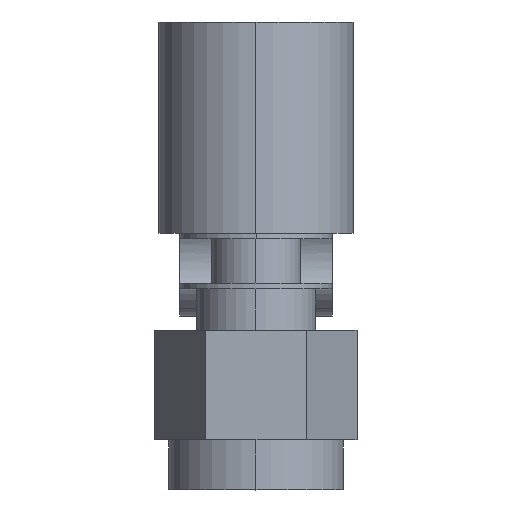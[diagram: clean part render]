
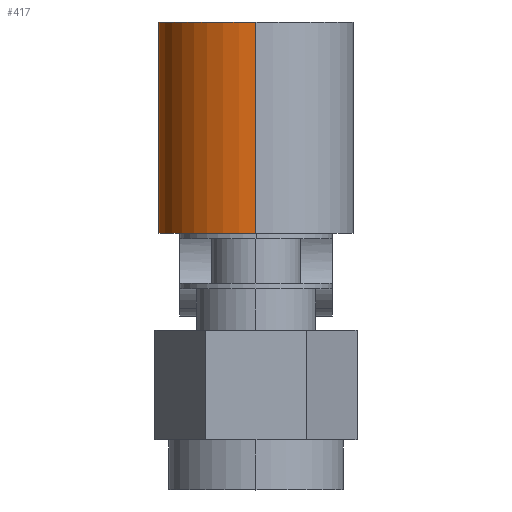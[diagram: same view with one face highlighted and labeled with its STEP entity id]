
A CAD part, top view. The second image highlights one B-rep face of the part: STEP entity #417.
In plain terms, the highlighted cylindrical face has radius 4.445 mm (diameter 8.89 mm), a partial arc.
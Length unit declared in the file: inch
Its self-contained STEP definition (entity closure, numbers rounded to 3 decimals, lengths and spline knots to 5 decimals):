
#183 = DIRECTION ( 'NONE',  ( 0., 0., 1. ) ) ;
#184 = DIRECTION ( 'NONE',  ( 0., 1., 0. ) ) ;
#185 = CARTESIAN_POINT ( 'NONE',  ( 0., 0.372, 0. ) ) ;
#186 = AXIS2_PLACEMENT_3D ( 'NONE', #185, #184, #183 ) ;
#191 = CIRCLE ( 'NONE', #186, 0.175 ) ;
#413 = ORIENTED_EDGE ( 'NONE', *, *, #1641, .F. ) ;
#414 = ORIENTED_EDGE ( 'NONE', *, *, #415, .F. ) ;
#415 = EDGE_CURVE ( 'NONE', #1639, #1638, #1779, .T. ) ;
#417 = ADVANCED_FACE ( 'NONE', ( #1909 ), #1870, .T. ) ;
#424 = ORIENTED_EDGE ( 'NONE', *, *, #1515, .T. ) ;
#458 = EDGE_LOOP ( 'NONE', ( #413, #414, #424, #513 ) ) ;
#513 = ORIENTED_EDGE ( 'NONE', *, *, #1731, .T. ) ;
#1515 = EDGE_CURVE ( 'NONE', #1639, #1524, #3352, .T. ) ;
#1524 = VERTEX_POINT ( 'NONE', #3492 ) ;
#1638 = VERTEX_POINT ( 'NONE', #3663 ) ;
#1639 = VERTEX_POINT ( 'NONE', #3662 ) ;
#1641 = EDGE_CURVE ( 'NONE', #1638, #1642, #3661, .T. ) ;
#1642 = VERTEX_POINT ( 'NONE', #3683 ) ;
#1731 = EDGE_CURVE ( 'NONE', #1524, #1642, #191, .T. ) ;
#1778 = CARTESIAN_POINT ( 'NONE',  ( 0., 0.752, 0. ) ) ;
#1779 = CIRCLE ( 'NONE', #1913, 0.175 ) ;
#1867 = DIRECTION ( 'NONE',  ( 0., 0., -1. ) ) ;
#1868 = DIRECTION ( 'NONE',  ( 0., -1., 0. ) ) ;
#1869 = AXIS2_PLACEMENT_3D ( 'NONE', #1872, #1868, #1867 ) ;
#1870 = CYLINDRICAL_SURFACE ( 'NONE', #1869, 0.175 ) ;
#1872 = CARTESIAN_POINT ( 'NONE',  ( 0., 0.752, 0. ) ) ;
#1909 = FACE_OUTER_BOUND ( 'NONE', #458, .T. ) ;
#1911 = DIRECTION ( 'NONE',  ( 0., 0., 1. ) ) ;
#1912 = DIRECTION ( 'NONE',  ( 0., 1., 0. ) ) ;
#1913 = AXIS2_PLACEMENT_3D ( 'NONE', #1778, #1912, #1911 ) ;
#3348 = DIRECTION ( 'NONE',  ( 0., -1., 0. ) ) ;
#3349 = VECTOR ( 'NONE', #3348, 39.37008 ) ;
#3351 = CARTESIAN_POINT ( 'NONE',  ( 0., 0.752, -0.175 ) ) ;
#3352 = LINE ( 'NONE', #3351, #3349 ) ;
#3492 = CARTESIAN_POINT ( 'NONE',  ( 0., 0.372, -0.175 ) ) ;
#3659 = VECTOR ( 'NONE', #3684, 39.37008 ) ;
#3660 = CARTESIAN_POINT ( 'NONE',  ( 0., 0.752, 0.175 ) ) ;
#3661 = LINE ( 'NONE', #3660, #3659 ) ;
#3662 = CARTESIAN_POINT ( 'NONE',  ( 0., 0.752, -0.175 ) ) ;
#3663 = CARTESIAN_POINT ( 'NONE',  ( 0., 0.752, 0.175 ) ) ;
#3683 = CARTESIAN_POINT ( 'NONE',  ( 0., 0.372, 0.175 ) ) ;
#3684 = DIRECTION ( 'NONE',  ( 0., -1., 0. ) ) ;
